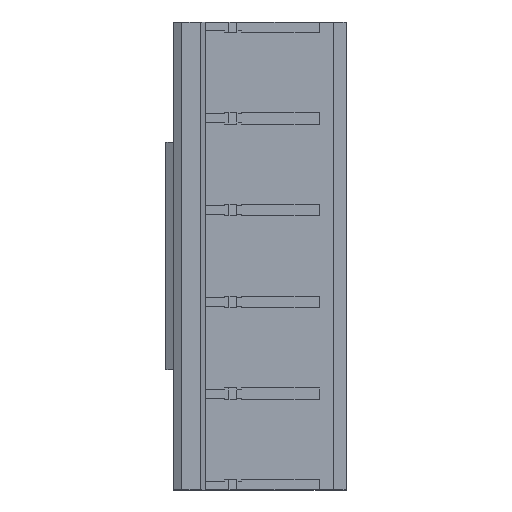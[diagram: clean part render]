
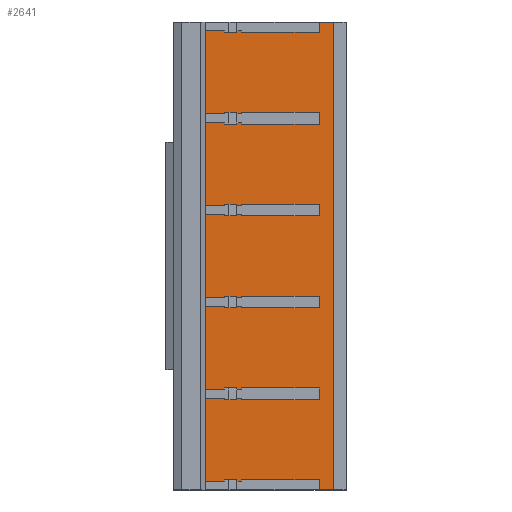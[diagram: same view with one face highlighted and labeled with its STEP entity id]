
A CAD part, top view. The second image highlights one B-rep face of the part: STEP entity #2641.
In plain terms, the highlighted planar face has unit normal (0, 0, 1).
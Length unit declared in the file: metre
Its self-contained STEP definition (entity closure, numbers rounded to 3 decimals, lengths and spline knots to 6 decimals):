
#130=ORIENTED_EDGE('',*,*,#860,.F.);
#131=ORIENTED_EDGE('',*,*,#880,.T.);
#132=ORIENTED_EDGE('',*,*,#849,.T.);
#133=ORIENTED_EDGE('',*,*,#881,.F.);
#134=ORIENTED_EDGE('',*,*,#882,.F.);
#135=ORIENTED_EDGE('',*,*,#824,.F.);
#136=ORIENTED_EDGE('',*,*,#883,.T.);
#137=ORIENTED_EDGE('',*,*,#884,.F.);
#138=ORIENTED_EDGE('',*,*,#885,.F.);
#139=ORIENTED_EDGE('',*,*,#820,.F.);
#140=ORIENTED_EDGE('',*,*,#886,.T.);
#141=ORIENTED_EDGE('',*,*,#887,.F.);
#142=ORIENTED_EDGE('',*,*,#888,.F.);
#143=ORIENTED_EDGE('',*,*,#816,.F.);
#144=ORIENTED_EDGE('',*,*,#889,.T.);
#145=ORIENTED_EDGE('',*,*,#890,.F.);
#146=ORIENTED_EDGE('',*,*,#891,.F.);
#147=ORIENTED_EDGE('',*,*,#812,.F.);
#148=ORIENTED_EDGE('',*,*,#892,.T.);
#149=ORIENTED_EDGE('',*,*,#893,.F.);
#150=ORIENTED_EDGE('',*,*,#894,.F.);
#151=ORIENTED_EDGE('',*,*,#808,.F.);
#152=ORIENTED_EDGE('',*,*,#895,.T.);
#153=ORIENTED_EDGE('',*,*,#896,.F.);
#808=EDGE_CURVE('',#1192,#1193,#1445,.T.);
#812=EDGE_CURVE('',#1196,#1197,#1449,.T.);
#816=EDGE_CURVE('',#1200,#1201,#1453,.T.);
#820=EDGE_CURVE('',#1204,#1205,#1457,.T.);
#824=EDGE_CURVE('',#1208,#1209,#1461,.T.);
#849=EDGE_CURVE('',#1233,#1232,#1485,.T.);
#860=EDGE_CURVE('',#1243,#1244,#1496,.T.);
#880=EDGE_CURVE('',#1243,#1233,#1516,.T.);
#881=EDGE_CURVE('',#1254,#1232,#1517,.T.);
#882=EDGE_CURVE('',#1209,#1254,#1518,.T.);
#883=EDGE_CURVE('',#1208,#1255,#1519,.T.);
#884=EDGE_CURVE('',#1256,#1255,#1520,.T.);
#885=EDGE_CURVE('',#1205,#1256,#1521,.T.);
#886=EDGE_CURVE('',#1204,#1257,#1522,.T.);
#887=EDGE_CURVE('',#1258,#1257,#1523,.T.);
#888=EDGE_CURVE('',#1201,#1258,#1524,.T.);
#889=EDGE_CURVE('',#1200,#1259,#1525,.T.);
#890=EDGE_CURVE('',#1260,#1259,#1526,.T.);
#891=EDGE_CURVE('',#1197,#1260,#1527,.T.);
#892=EDGE_CURVE('',#1196,#1261,#1528,.T.);
#893=EDGE_CURVE('',#1262,#1261,#1529,.T.);
#894=EDGE_CURVE('',#1193,#1262,#1530,.T.);
#895=EDGE_CURVE('',#1192,#1263,#1531,.T.);
#896=EDGE_CURVE('',#1244,#1263,#1532,.T.);
#1192=VERTEX_POINT('',#3627);
#1193=VERTEX_POINT('',#3629);
#1196=VERTEX_POINT('',#3635);
#1197=VERTEX_POINT('',#3637);
#1200=VERTEX_POINT('',#3643);
#1201=VERTEX_POINT('',#3645);
#1204=VERTEX_POINT('',#3651);
#1205=VERTEX_POINT('',#3653);
#1208=VERTEX_POINT('',#3659);
#1209=VERTEX_POINT('',#3661);
#1232=VERTEX_POINT('',#3710);
#1233=VERTEX_POINT('',#3712);
#1243=VERTEX_POINT('',#3733);
#1244=VERTEX_POINT('',#3735);
#1254=VERTEX_POINT('',#3774);
#1255=VERTEX_POINT('',#3777);
#1256=VERTEX_POINT('',#3779);
#1257=VERTEX_POINT('',#3782);
#1258=VERTEX_POINT('',#3784);
#1259=VERTEX_POINT('',#3787);
#1260=VERTEX_POINT('',#3789);
#1261=VERTEX_POINT('',#3792);
#1262=VERTEX_POINT('',#3794);
#1263=VERTEX_POINT('',#3797);
#1445=LINE('',#3628,#1825);
#1449=LINE('',#3636,#1829);
#1453=LINE('',#3644,#1833);
#1457=LINE('',#3652,#1837);
#1461=LINE('',#3660,#1841);
#1485=LINE('',#3711,#1865);
#1496=LINE('',#3734,#1876);
#1516=LINE('',#3771,#1896);
#1517=LINE('',#3773,#1897);
#1518=LINE('',#3775,#1898);
#1519=LINE('',#3776,#1899);
#1520=LINE('',#3778,#1900);
#1521=LINE('',#3780,#1901);
#1522=LINE('',#3781,#1902);
#1523=LINE('',#3783,#1903);
#1524=LINE('',#3785,#1904);
#1525=LINE('',#3786,#1905);
#1526=LINE('',#3788,#1906);
#1527=LINE('',#3790,#1907);
#1528=LINE('',#3791,#1908);
#1529=LINE('',#3793,#1909);
#1530=LINE('',#3795,#1910);
#1531=LINE('',#3796,#1911);
#1532=LINE('',#3798,#1912);
#1825=VECTOR('',#2946,1.);
#1829=VECTOR('',#2950,1.);
#1833=VECTOR('',#2954,1.);
#1837=VECTOR('',#2958,1.);
#1841=VECTOR('',#2962,1.);
#1865=VECTOR('',#2992,1.);
#1876=VECTOR('',#3005,1.);
#1896=VECTOR('',#3039,1.);
#1897=VECTOR('',#3042,1.);
#1898=VECTOR('',#3043,1.);
#1899=VECTOR('',#3044,1.);
#1900=VECTOR('',#3045,1.);
#1901=VECTOR('',#3046,1.);
#1902=VECTOR('',#3047,1.);
#1903=VECTOR('',#3048,1.);
#1904=VECTOR('',#3049,1.);
#1905=VECTOR('',#3050,1.);
#1906=VECTOR('',#3051,1.);
#1907=VECTOR('',#3052,1.);
#1908=VECTOR('',#3053,1.);
#1909=VECTOR('',#3054,1.);
#1910=VECTOR('',#3055,1.);
#1911=VECTOR('',#3056,1.);
#1912=VECTOR('',#3057,1.);
#2209=EDGE_LOOP('',(#130,#131,#132,#133,#134,#135,#136,#137,#138,#139,#140,
#141,#142,#143,#144,#145,#146,#147,#148,#149,#150,#151,#152,#153));
#2359=FACE_BOUND('',#2209,.T.);
#2503=PLANE('',#2796);
#2641=ADVANCED_FACE('',(#2359),#2503,.F.);
#2796=AXIS2_PLACEMENT_3D('',#3772,#3040,#3041);
#2946=DIRECTION('',(0.,1.,0.));
#2950=DIRECTION('',(0.,1.,0.));
#2954=DIRECTION('',(0.,1.,0.));
#2958=DIRECTION('',(0.,1.,0.));
#2962=DIRECTION('',(0.,1.,0.));
#2992=DIRECTION('',(-1.,0.,0.));
#3005=DIRECTION('',(-1.,0.,0.));
#3039=DIRECTION('',(0.,1.,0.));
#3040=DIRECTION('',(0.,0.,-1.));
#3041=DIRECTION('',(-1.,0.,0.));
#3042=DIRECTION('',(0.,1.,0.));
#3043=DIRECTION('',(1.,0.,0.));
#3044=DIRECTION('',(1.,0.,0.));
#3045=DIRECTION('',(0.,1.,0.));
#3046=DIRECTION('',(1.,0.,0.));
#3047=DIRECTION('',(1.,0.,0.));
#3048=DIRECTION('',(0.,1.,0.));
#3049=DIRECTION('',(1.,0.,0.));
#3050=DIRECTION('',(1.,0.,0.));
#3051=DIRECTION('',(0.,1.,0.));
#3052=DIRECTION('',(1.,0.,0.));
#3053=DIRECTION('',(1.,0.,0.));
#3054=DIRECTION('',(0.,1.,0.));
#3055=DIRECTION('',(1.,0.,0.));
#3056=DIRECTION('',(1.,0.,0.));
#3057=DIRECTION('',(0.,1.,0.));
#3627=CARTESIAN_POINT('',(0.015,-0.042825,-0.0086));
#3628=CARTESIAN_POINT('',(0.015,-0.045,-0.0086));
#3629=CARTESIAN_POINT('',(0.015,-0.029675,-0.0086));
#3635=CARTESIAN_POINT('',(0.015,-0.028325,-0.0086));
#3636=CARTESIAN_POINT('',(0.015,-0.045,-0.0086));
#3637=CARTESIAN_POINT('',(0.015,-0.015175,-0.0086));
#3643=CARTESIAN_POINT('',(0.015,-0.013825,-0.0086));
#3644=CARTESIAN_POINT('',(0.015,-0.045,-0.0086));
#3645=CARTESIAN_POINT('',(0.015,-0.000675,-0.0086));
#3651=CARTESIAN_POINT('',(0.015,0.000675,-0.0086));
#3652=CARTESIAN_POINT('',(0.015,-0.045,-0.0086));
#3653=CARTESIAN_POINT('',(0.015,0.013825,-0.0086));
#3659=CARTESIAN_POINT('',(0.015,0.015175,-0.0086));
#3660=CARTESIAN_POINT('',(0.015,-0.045,-0.0086));
#3661=CARTESIAN_POINT('',(0.015,0.028325,-0.0086));
#3710=CARTESIAN_POINT('',(0.033,0.029675,-0.0086));
#3711=CARTESIAN_POINT('',(0.025125,0.029675,-0.0086));
#3712=CARTESIAN_POINT('',(0.03525,0.029675,-0.0086));
#3733=CARTESIAN_POINT('',(0.03525,-0.044175,-0.0086));
#3734=CARTESIAN_POINT('',(0.025125,-0.044175,-0.0086));
#3735=CARTESIAN_POINT('',(0.033,-0.044175,-0.0086));
#3771=CARTESIAN_POINT('',(0.03525,-0.045,-0.0086));
#3772=CARTESIAN_POINT('',(0.025125,-0.045,-0.0086));
#3773=CARTESIAN_POINT('',(0.033,0.028325,-0.0086));
#3774=CARTESIAN_POINT('',(0.033,0.028325,-0.0086));
#3775=CARTESIAN_POINT('',(0.024,0.028325,-0.0086));
#3776=CARTESIAN_POINT('',(0.024,0.015175,-0.0086));
#3777=CARTESIAN_POINT('',(0.033,0.015175,-0.0086));
#3778=CARTESIAN_POINT('',(0.033,0.013825,-0.0086));
#3779=CARTESIAN_POINT('',(0.033,0.013825,-0.0086));
#3780=CARTESIAN_POINT('',(0.024,0.013825,-0.0086));
#3781=CARTESIAN_POINT('',(0.024,0.000675,-0.0086));
#3782=CARTESIAN_POINT('',(0.033,0.000675,-0.0086));
#3783=CARTESIAN_POINT('',(0.033,-0.000675,-0.0086));
#3784=CARTESIAN_POINT('',(0.033,-0.000675,-0.0086));
#3785=CARTESIAN_POINT('',(0.024,-0.000675,-0.0086));
#3786=CARTESIAN_POINT('',(0.024,-0.013825,-0.0086));
#3787=CARTESIAN_POINT('',(0.033,-0.013825,-0.0086));
#3788=CARTESIAN_POINT('',(0.033,-0.015175,-0.0086));
#3789=CARTESIAN_POINT('',(0.033,-0.015175,-0.0086));
#3790=CARTESIAN_POINT('',(0.024,-0.015175,-0.0086));
#3791=CARTESIAN_POINT('',(0.024,-0.028325,-0.0086));
#3792=CARTESIAN_POINT('',(0.033,-0.028325,-0.0086));
#3793=CARTESIAN_POINT('',(0.033,-0.029675,-0.0086));
#3794=CARTESIAN_POINT('',(0.033,-0.029675,-0.0086));
#3795=CARTESIAN_POINT('',(0.024,-0.029675,-0.0086));
#3796=CARTESIAN_POINT('',(0.024,-0.042825,-0.0086));
#3797=CARTESIAN_POINT('',(0.033,-0.042825,-0.0086));
#3798=CARTESIAN_POINT('',(0.033,-0.044175,-0.0086));
